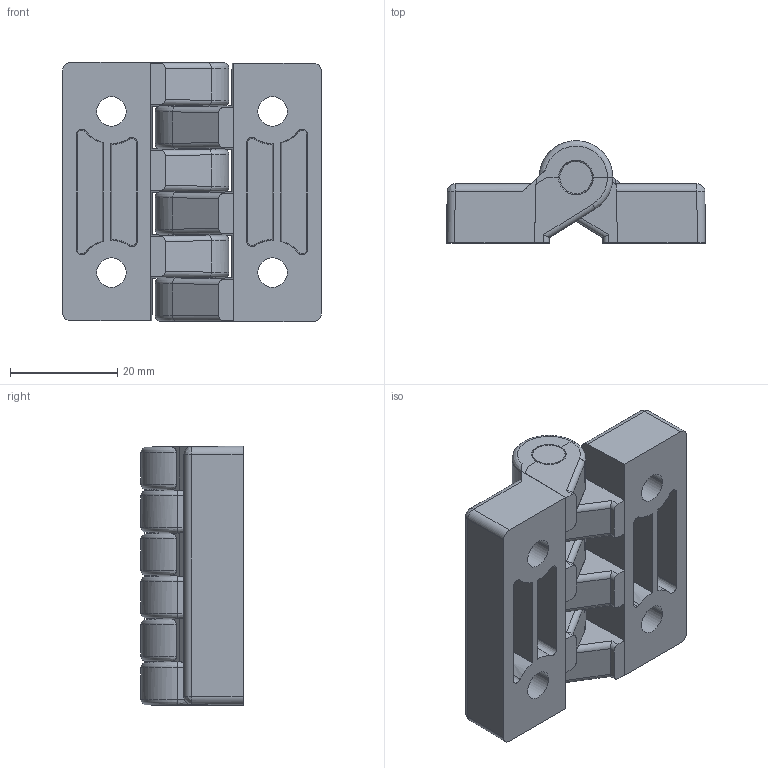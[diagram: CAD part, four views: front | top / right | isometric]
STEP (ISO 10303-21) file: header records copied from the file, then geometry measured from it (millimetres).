
FILE_DESCRIPTION (( 'STEP AP203' ), '1' );
FILE_NAME ('my4848.35.0.4.STEP', '2022-08-01T11:16:27', ( '' ), ( '' ), 'SwSTEP 2.0', 'SolidWorks 2021', '' );
FILE_SCHEMA (( 'CONFIG_CONTROL_DESIGN' ));
Length unit declared in the file: millimetre
Products named in the file (1): my4848.35.0.4
Bounding box: 48.17 x 19 x 48.34 mm (x, y, z)
Surface area: 12008 mm2 (no closed solid volume)
Topology: 0 solids, 10 shells, 222 faces, 638 edges, 416 vertices
Faces by surface type: plane 88, cylinder 70, bspline 34, cone 30
Entity records: 9812 total; most frequent: CARTESIAN_POINT 4437, ORIENTED_EDGE 1162, DIRECTION 966, EDGE_CURVE 638, VERTEX_POINT 416, VECTOR 340, LINE 340, AXIS2_PLACEMENT_3D 313
